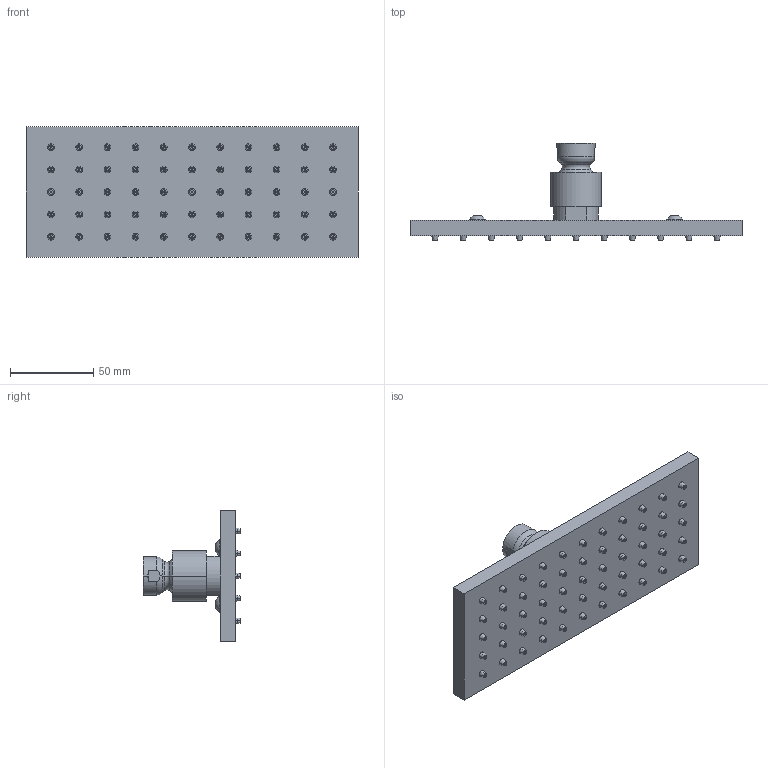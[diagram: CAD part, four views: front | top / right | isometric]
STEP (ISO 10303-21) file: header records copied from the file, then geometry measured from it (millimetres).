
FILE_DESCRIPTION((''),'2;1');
FILE_NAME('2154','2021-03-17T09:20:51',('rsmith'),(''),'CREO PARAMETRIC BY PTC INC, 2018400','CREO PARAMETRIC BY PTC INC, 2018400','');
FILE_SCHEMA(('AUTOMOTIVE_DESIGN { 1 0 10303 214 1 1 1 1 }'));
Length unit declared in the file: inch
Products named in the file (1): 2154
Bounding box: 200 x 58.8 x 78.49 mm (x, y, z)
Volume: 171524.4 mm3; surface area: 44226.4 mm2
Topology: 1 solids, 1 shells, 624 faces, 1256 edges, 814 vertices
Faces by surface type: plane 236, cylinder 234, cone 144, sphere 6, torus 4
Entity records: 21422 total; most frequent: CARTESIAN_POINT 3284, DIRECTION 3238, ORIENTED_EDGE 2512, AXIS2_PLACEMENT_3D 1394, PRESENTATION_STYLE_ASSIGNMENT 1311, STYLED_ITEM 1311, CURVE_STYLE 1256, EDGE_CURVE 1256
